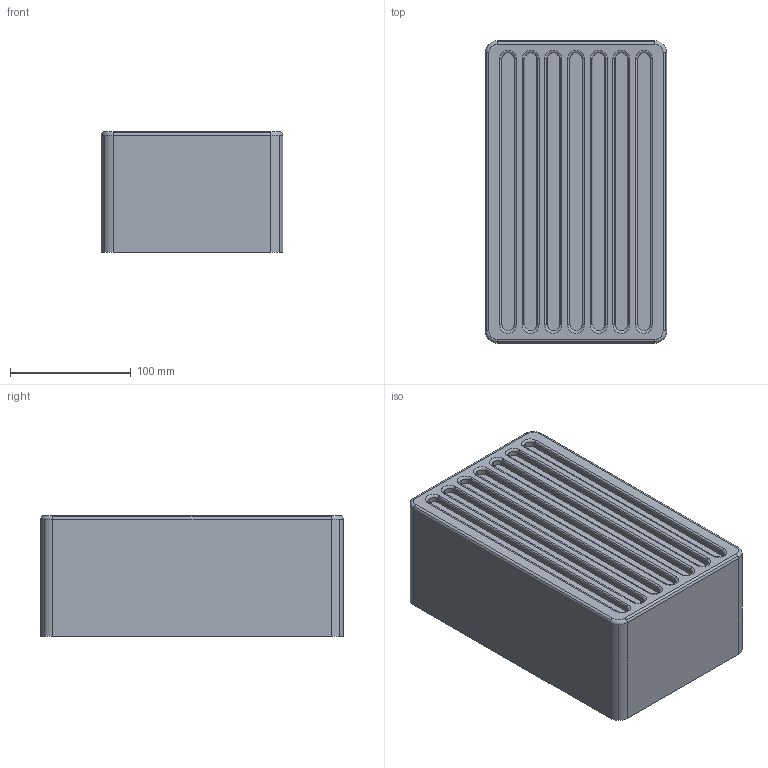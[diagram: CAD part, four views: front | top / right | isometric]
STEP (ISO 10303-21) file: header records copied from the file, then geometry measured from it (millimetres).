
FILE_DESCRIPTION(('STEP AP214'),'1');
FILE_NAME('tmp0.stp','2019-11-15T14:33:02',(' '),(' '),'Spatial InterOp 3D',' ',' ');
FILE_SCHEMA(('automotive_design'));
Length unit declared in the file: millimetre
Products named in the file (1): 1
Bounding box: 150 x 250 x 100 mm (x, y, z)
Volume: 3641363.9 mm3; surface area: 169078.8 mm2
Topology: 1 solids, 1 shells, 117 faces, 288 edges, 180 vertices
Faces by surface type: cylinder 72, plane 27, torus 18
Entity records: 4457 total; most frequent: DIRECTION 686, CARTESIAN_POINT 586, ORIENTED_EDGE 576, EDGE_CURVE 288, AXIS2_PLACEMENT_3D 280, VERTEX_POINT 180, CIRCLE 162, LINE 126
